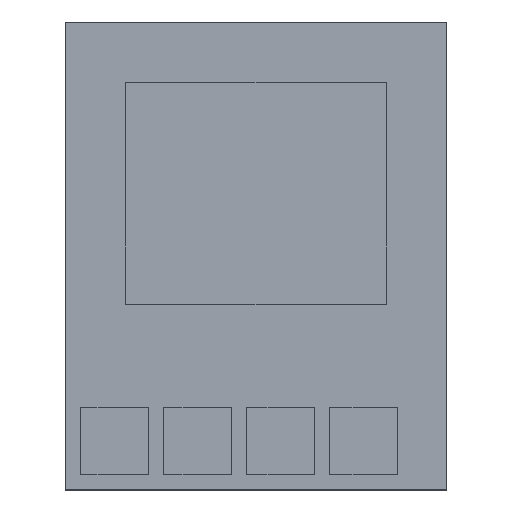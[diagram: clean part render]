
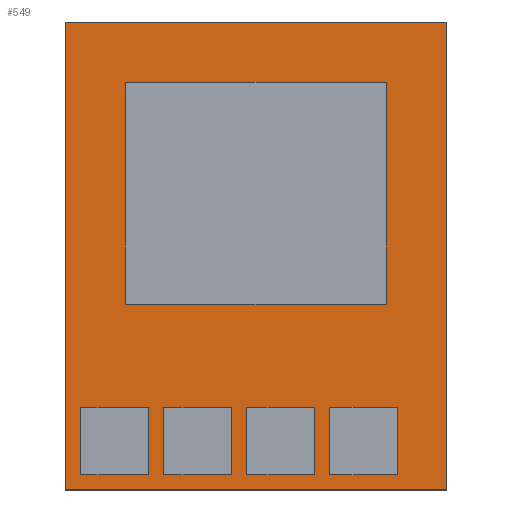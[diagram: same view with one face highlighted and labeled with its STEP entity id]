
A CAD part, top view. The second image highlights one B-rep face of the part: STEP entity #549.
In plain terms, the highlighted planar face has unit normal (0, 0, 1).
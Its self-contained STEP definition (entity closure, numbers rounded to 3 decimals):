
#33=FACE_OUTER_BOUND('',#69,.T.);
#69=EDGE_LOOP('',(#381,#382,#383,#384));
#101=LINE('',#793,#173);
#105=LINE('',#801,#177);
#108=LINE('',#807,#180);
#111=LINE('',#812,#183);
#173=VECTOR('',#644,10.);
#177=VECTOR('',#650,10.);
#180=VECTOR('',#655,10.);
#183=VECTOR('',#660,10.);
#245=VERTEX_POINT('',#791);
#246=VERTEX_POINT('',#792);
#249=VERTEX_POINT('',#800);
#251=VERTEX_POINT('',#806);
#293=EDGE_CURVE('',#245,#246,#101,.T.);
#297=EDGE_CURVE('',#249,#245,#105,.T.);
#300=EDGE_CURVE('',#251,#249,#108,.T.);
#303=EDGE_CURVE('',#246,#251,#111,.T.);
#381=ORIENTED_EDGE('',*,*,#303,.F.);
#382=ORIENTED_EDGE('',*,*,#293,.F.);
#383=ORIENTED_EDGE('',*,*,#297,.F.);
#384=ORIENTED_EDGE('',*,*,#300,.F.);
#513=PLANE('',#605);
#549=ADVANCED_FACE('',(#33),#513,.T.);
#605=AXIS2_PLACEMENT_3D('',#814,#662,#663);
#644=DIRECTION('',(0.,1.,0.));
#650=DIRECTION('',(-1.,0.,0.));
#655=DIRECTION('',(0.,-1.,0.));
#660=DIRECTION('',(1.,0.,0.));
#662=DIRECTION('center_axis',(0.,0.,1.));
#663=DIRECTION('ref_axis',(1.,0.,0.));
#791=CARTESIAN_POINT('',(-3.95,-4.85,0.));
#792=CARTESIAN_POINT('',(-3.95,4.85,0.));
#793=CARTESIAN_POINT('',(-3.95,-4.85,0.));
#800=CARTESIAN_POINT('',(3.95,-4.85,0.));
#801=CARTESIAN_POINT('',(3.95,-4.85,0.));
#806=CARTESIAN_POINT('',(3.95,4.85,0.));
#807=CARTESIAN_POINT('',(3.95,4.85,0.));
#812=CARTESIAN_POINT('',(-3.95,4.85,0.));
#814=CARTESIAN_POINT('Origin',(0.,0.,
0.));
